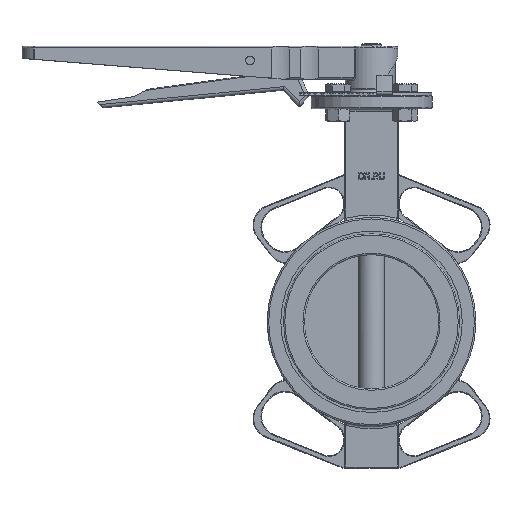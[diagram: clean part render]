
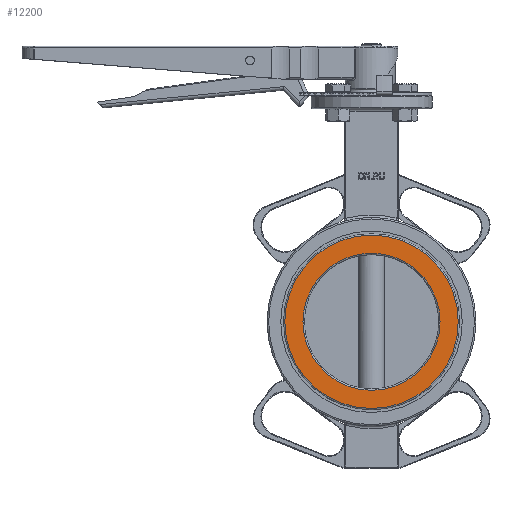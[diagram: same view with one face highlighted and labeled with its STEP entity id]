
A CAD part, top view. The second image highlights one B-rep face of the part: STEP entity #12200.
In plain terms, the highlighted planar face has unit normal (0, 0, 1).
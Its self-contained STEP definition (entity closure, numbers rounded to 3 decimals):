
#199=FACE_BOUND('',#1712,.T.);
#431=PLANE('',#13400);
#1000=FACE_OUTER_BOUND('',#1711,.T.);
#1711=EDGE_LOOP('',(#9058));
#1712=EDGE_LOOP('',(#9059));
#4375=CIRCLE('',#13396,51.);
#4379=CIRCLE('',#13401,64.5);
#5197=VERTEX_POINT('',#20637);
#5200=VERTEX_POINT('',#20645);
#6598=EDGE_CURVE('',#5197,#5197,#4375,.T.);
#6602=EDGE_CURVE('',#5200,#5200,#4379,.T.);
#9058=ORIENTED_EDGE('',*,*,#6602,.F.);
#9059=ORIENTED_EDGE('',*,*,#6598,.F.);
#12200=ADVANCED_FACE('',(#1000,#199),#431,.T.);
#13396=AXIS2_PLACEMENT_3D('',#20638,#15722,#15723);
#13400=AXIS2_PLACEMENT_3D('',#20644,#15730,#15731);
#13401=AXIS2_PLACEMENT_3D('',#20646,#15732,#15733);
#15722=DIRECTION('center_axis',(0.,0.,1.));
#15723=DIRECTION('ref_axis',(-1.,0.,0.));
#15730=DIRECTION('center_axis',(0.,0.,1.));
#15731=DIRECTION('ref_axis',(1.,0.,0.));
#15732=DIRECTION('center_axis',(0.,0.,-1.));
#15733=DIRECTION('ref_axis',(-1.,0.,0.));
#20637=CARTESIAN_POINT('',(51.,0.,27.));
#20638=CARTESIAN_POINT('Origin',(0.,0.,27.));
#20644=CARTESIAN_POINT('Origin',(0.,0.,27.));
#20645=CARTESIAN_POINT('',(-64.5,0.,27.));
#20646=CARTESIAN_POINT('Origin',(0.,0.,27.));
